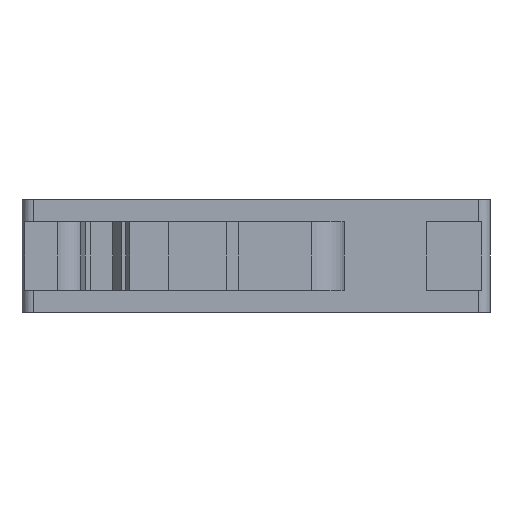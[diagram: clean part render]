
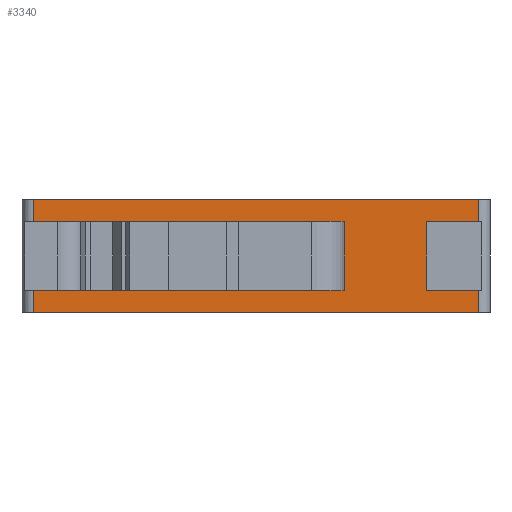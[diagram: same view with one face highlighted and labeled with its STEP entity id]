
A CAD part, front view. The second image highlights one B-rep face of the part: STEP entity #3340.
In plain terms, the highlighted planar face has unit normal (0, -1, 0).
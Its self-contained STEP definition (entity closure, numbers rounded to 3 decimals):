
#23=DIRECTION('',(1.,0.,0.));
#24=VECTOR('',#23,40.5);
#25=CARTESIAN_POINT('',(-20.253,-32.,-5.1));
#26=LINE('',#25,#24);
#621=DIRECTION('',(1.,0.,0.));
#622=VECTOR('',#621,40.5);
#623=CARTESIAN_POINT('',(-20.253,-32.,5.1));
#624=LINE('',#623,#622);
#1013=DIRECTION('',(0.,0.,1.));
#1014=VECTOR('',#1013,2.);
#1015=CARTESIAN_POINT('',(20.247,-32.,3.1));
#1016=LINE('',#1015,#1014);
#1017=DIRECTION('',(0.,0.,1.));
#1018=VECTOR('',#1017,2.);
#1019=CARTESIAN_POINT('',(20.247,-32.,-5.1));
#1020=LINE('',#1019,#1018);
#1161=DIRECTION('',(1.,0.,0.));
#1162=VECTOR('',#1161,26.271);
#1163=CARTESIAN_POINT('',(-20.253,-32.,-3.1));
#1164=LINE('',#1163,#1162);
#1165=DIRECTION('',(0.,0.,1.));
#1166=VECTOR('',#1165,6.2);
#1167=CARTESIAN_POINT('',(6.019,-32.,-3.1));
#1168=LINE('',#1167,#1166);
#1169=DIRECTION('',(1.,0.,0.));
#1170=VECTOR('',#1169,26.271);
#1171=CARTESIAN_POINT('',(-20.253,-32.,3.1));
#1172=LINE('',#1171,#1170);
#1173=DIRECTION('',(0.,0.,1.));
#1174=VECTOR('',#1173,2.);
#1175=CARTESIAN_POINT('',(-20.253,-32.,3.1));
#1176=LINE('',#1175,#1174);
#1177=DIRECTION('',(1.,0.,0.));
#1178=VECTOR('',#1177,4.747);
#1179=CARTESIAN_POINT('',(15.5,-32.,3.1));
#1180=LINE('',#1179,#1178);
#1181=DIRECTION('',(0.,0.,1.));
#1182=VECTOR('',#1181,6.2);
#1183=CARTESIAN_POINT('',(15.5,-32.,-3.1));
#1184=LINE('',#1183,#1182);
#1185=DIRECTION('',(1.,0.,0.));
#1186=VECTOR('',#1185,4.747);
#1187=CARTESIAN_POINT('',(15.5,-32.,-3.1));
#1188=LINE('',#1187,#1186);
#1189=DIRECTION('',(0.,0.,1.));
#1190=VECTOR('',#1189,2.);
#1191=CARTESIAN_POINT('',(-20.253,-32.,-5.1));
#1192=LINE('',#1191,#1190);
#1445=CARTESIAN_POINT('',(-20.253,-32.,-5.1));
#1446=VERTEX_POINT('',#1445);
#1447=CARTESIAN_POINT('',(20.247,-32.,-5.1));
#1448=VERTEX_POINT('',#1447);
#1569=CARTESIAN_POINT('',(-20.253,-32.,5.1));
#1570=VERTEX_POINT('',#1569);
#1571=CARTESIAN_POINT('',(20.247,-32.,5.1));
#1572=VERTEX_POINT('',#1571);
#1796=CARTESIAN_POINT('',(-20.253,-32.,-3.1));
#1798=VERTEX_POINT('',#1796);
#1800=CARTESIAN_POINT('',(-20.253,-32.,3.1));
#1802=VERTEX_POINT('',#1800);
#1803=CARTESIAN_POINT('',(6.019,-32.,-3.1));
#1804=VERTEX_POINT('',#1803);
#1805=CARTESIAN_POINT('',(15.5,-32.,-3.1));
#1806=CARTESIAN_POINT('',(20.247,-32.,-3.1));
#1807=VERTEX_POINT('',#1805);
#1808=VERTEX_POINT('',#1806);
#1809=CARTESIAN_POINT('',(6.019,-32.,3.1));
#1810=VERTEX_POINT('',#1809);
#1811=CARTESIAN_POINT('',(15.5,-32.,3.1));
#1812=CARTESIAN_POINT('',(20.247,-32.,3.1));
#1813=VERTEX_POINT('',#1811);
#1814=VERTEX_POINT('',#1812);
#3317=CARTESIAN_POINT('',(-20.253,-32.,-5.1));
#3318=DIRECTION('',(0.,-1.,0.));
#3319=DIRECTION('',(1.,0.,0.));
#3320=AXIS2_PLACEMENT_3D('',#3317,#3318,#3319);
#3321=PLANE('',#3320);
#3322=ORIENTED_EDGE('',*,*,#3266,.T.);
#3324=ORIENTED_EDGE('',*,*,#3323,.T.);
#3326=ORIENTED_EDGE('',*,*,#3325,.F.);
#3327=ORIENTED_EDGE('',*,*,#3308,.T.);
#3328=ORIENTED_EDGE('',*,*,#2222,.T.);
#3329=ORIENTED_EDGE('',*,*,#3203,.F.);
#3331=ORIENTED_EDGE('',*,*,#3330,.F.);
#3333=ORIENTED_EDGE('',*,*,#3332,.F.);
#3334=ORIENTED_EDGE('',*,*,#3276,.T.);
#3335=ORIENTED_EDGE('',*,*,#3208,.F.);
#3336=ORIENTED_EDGE('',*,*,#1882,.F.);
#3337=ORIENTED_EDGE('',*,*,#3302,.T.);
#3338=EDGE_LOOP('',(#3322,#3324,#3326,#3327,#3328,#3329,#3331,#3333,#3334,#3335,
#3336,#3337));
#3339=FACE_OUTER_BOUND('',#3338,.F.);
#3340=ADVANCED_FACE('',(#3339),#3321,.T.);
#1882=EDGE_CURVE('',#1446,#1448,#26,.T.);
#2222=EDGE_CURVE('',#1570,#1572,#624,.T.);
#3203=EDGE_CURVE('',#1814,#1572,#1016,.T.);
#3208=EDGE_CURVE('',#1448,#1808,#1020,.T.);
#3266=EDGE_CURVE('',#1798,#1804,#1164,.T.);
#3276=EDGE_CURVE('',#1807,#1808,#1188,.T.);
#3302=EDGE_CURVE('',#1446,#1798,#1192,.T.);
#3308=EDGE_CURVE('',#1802,#1570,#1176,.T.);
#3323=EDGE_CURVE('',#1804,#1810,#1168,.T.);
#3325=EDGE_CURVE('',#1802,#1810,#1172,.T.);
#3330=EDGE_CURVE('',#1813,#1814,#1180,.T.);
#3332=EDGE_CURVE('',#1807,#1813,#1184,.T.);
